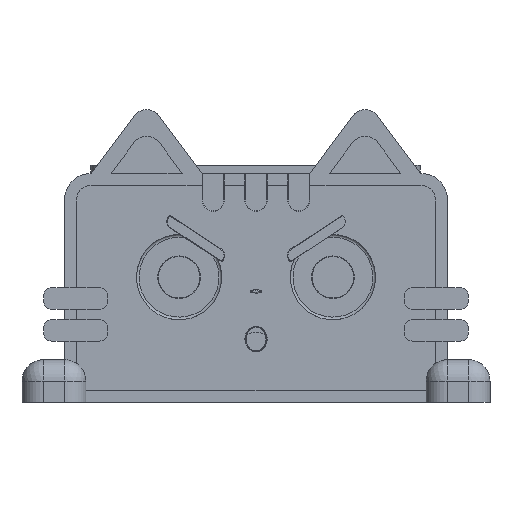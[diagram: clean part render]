
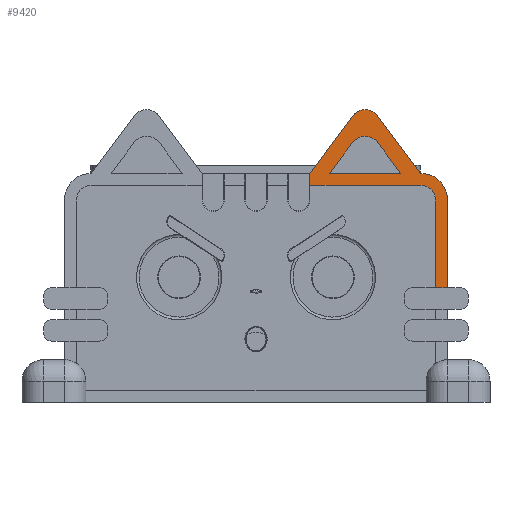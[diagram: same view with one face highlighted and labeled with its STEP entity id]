
A CAD part, front view. The second image highlights one B-rep face of the part: STEP entity #9420.
In plain terms, the highlighted planar face has unit normal (0, -1, 0).
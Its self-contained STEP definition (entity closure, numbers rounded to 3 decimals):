
#591=CIRCLE('',#10241,3.);
#596=CIRCLE('',#10260,3.);
#597=CIRCLE('',#10261,2.75);
#598=CIRCLE('',#10262,5.);
#849=FACE_BOUND('',#2137,.T.);
#1018=PLANE('',#10259);
#1467=FACE_OUTER_BOUND('',#2136,.T.);
#2136=EDGE_LOOP('',(#8102,#8103,#8104,#8105,#8106,#8107,#8108,#8109,#8110,
#8111,#8112));
#2137=EDGE_LOOP('',(#8113,#8114,#8115,#8116));
#2660=LINE('',#14733,#3502);
#2690=LINE('',#14837,#3532);
#2879=LINE('',#16173,#3721);
#2882=LINE('',#16179,#3724);
#2885=LINE('',#16184,#3727);
#2906=LINE('',#16234,#3748);
#2907=LINE('',#16238,#3749);
#2908=LINE('',#16240,#3750);
#2909=LINE('',#16242,#3751);
#2910=LINE('',#16246,#3752);
#2911=LINE('',#16247,#3753);
#3502=VECTOR('',#11562,10.);
#3532=VECTOR('',#11670,10.);
#3721=VECTOR('',#12337,10.);
#3724=VECTOR('',#12342,10.);
#3727=VECTOR('',#12347,10.);
#3748=VECTOR('',#12396,10.);
#3749=VECTOR('',#12399,10.);
#3750=VECTOR('',#12400,10.);
#3751=VECTOR('',#12401,10.);
#3752=VECTOR('',#12404,10.);
#3753=VECTOR('',#12405,10.);
#4467=VERTEX_POINT('',#14730);
#4468=VERTEX_POINT('',#14732);
#4502=VERTEX_POINT('',#14834);
#4503=VERTEX_POINT('',#14836);
#4701=VERTEX_POINT('',#16163);
#4702=VERTEX_POINT('',#16164);
#4705=VERTEX_POINT('',#16172);
#4707=VERTEX_POINT('',#16178);
#4723=VERTEX_POINT('',#16233);
#4724=VERTEX_POINT('',#16235);
#4725=VERTEX_POINT('',#16237);
#4726=VERTEX_POINT('',#16239);
#4727=VERTEX_POINT('',#16241);
#4728=VERTEX_POINT('',#16243);
#4729=VERTEX_POINT('',#16245);
#5507=EDGE_CURVE('',#4468,#4467,#2660,.T.);
#5557=EDGE_CURVE('',#4503,#4502,#2690,.T.);
#5875=EDGE_CURVE('',#4701,#4702,#591,.T.);
#5879=EDGE_CURVE('',#4705,#4701,#2879,.T.);
#5882=EDGE_CURVE('',#4707,#4705,#2882,.T.);
#5885=EDGE_CURVE('',#4702,#4707,#2885,.T.);
#5909=EDGE_CURVE('',#4467,#4723,#2906,.T.);
#5910=EDGE_CURVE('',#4723,#4724,#596,.T.);
#5911=EDGE_CURVE('',#4724,#4725,#2907,.T.);
#5912=EDGE_CURVE('',#4726,#4725,#2908,.T.);
#5913=EDGE_CURVE('',#4726,#4727,#2909,.T.);
#5914=EDGE_CURVE('',#4727,#4728,#597,.T.);
#5915=EDGE_CURVE('',#4728,#4729,#2910,.T.);
#5916=EDGE_CURVE('',#4729,#4503,#2911,.T.);
#5917=EDGE_CURVE('',#4502,#4468,#598,.T.);
#8102=ORIENTED_EDGE('',*,*,#5507,.T.);
#8103=ORIENTED_EDGE('',*,*,#5909,.T.);
#8104=ORIENTED_EDGE('',*,*,#5910,.T.);
#8105=ORIENTED_EDGE('',*,*,#5911,.T.);
#8106=ORIENTED_EDGE('',*,*,#5912,.F.);
#8107=ORIENTED_EDGE('',*,*,#5913,.T.);
#8108=ORIENTED_EDGE('',*,*,#5914,.T.);
#8109=ORIENTED_EDGE('',*,*,#5915,.T.);
#8110=ORIENTED_EDGE('',*,*,#5916,.T.);
#8111=ORIENTED_EDGE('',*,*,#5557,.T.);
#8112=ORIENTED_EDGE('',*,*,#5917,.T.);
#8113=ORIENTED_EDGE('',*,*,#5875,.T.);
#8114=ORIENTED_EDGE('',*,*,#5885,.T.);
#8115=ORIENTED_EDGE('',*,*,#5882,.T.);
#8116=ORIENTED_EDGE('',*,*,#5879,.T.);
#9420=ADVANCED_FACE('',(#1467,#849),#1018,.T.);
#10241=AXIS2_PLACEMENT_3D('',#16165,#12329,#12330);
#10259=AXIS2_PLACEMENT_3D('',#16232,#12394,#12395);
#10260=AXIS2_PLACEMENT_3D('',#16236,#12397,#12398);
#10261=AXIS2_PLACEMENT_3D('',#16244,#12402,#12403);
#10262=AXIS2_PLACEMENT_3D('',#16248,#12406,#12407);
#11562=DIRECTION('',(-1.,0.,0.));
#11670=DIRECTION('',(0.,0.,1.));
#12329=DIRECTION('center_axis',(0.,1.,0.));
#12330=DIRECTION('ref_axis',(0.802,0.,0.597));
#12337=DIRECTION('',(0.597,0.,0.802));
#12342=DIRECTION('',(-1.,0.,0.));
#12347=DIRECTION('',(0.597,0.,-0.802));
#12394=DIRECTION('center_axis',(0.,-1.,0.));
#12395=DIRECTION('ref_axis',(1.,0.,0.));
#12396=DIRECTION('',(-0.597,0.,0.802));
#12397=DIRECTION('center_axis',(0.,-1.,0.));
#12398=DIRECTION('ref_axis',(0.802,0.,0.597));
#12399=DIRECTION('',(-0.597,0.,-0.802));
#12400=DIRECTION('',(0.,0.,1.));
#12401=DIRECTION('',(1.,0.,0.));
#12402=DIRECTION('center_axis',(0.,1.,0.));
#12403=DIRECTION('ref_axis',(1.,0.,0.));
#12404=DIRECTION('',(0.,0.,-1.));
#12405=DIRECTION('',(1.,0.,0.));
#12406=DIRECTION('center_axis',(0.,-1.,0.));
#12407=DIRECTION('ref_axis',(1.,0.,0.));
#14730=CARTESIAN_POINT('',(18.932,-36.006,53.));
#14732=CARTESIAN_POINT('',(18.968,-36.006,53.));
#14733=CARTESIAN_POINT('',(14.992,-36.006,53.));
#14834=CARTESIAN_POINT('',(23.968,-36.006,48.));
#14836=CARTESIAN_POINT('',(23.968,-36.006,31.5));
#14837=CARTESIAN_POINT('',(23.968,-36.006,48.));
#16163=CARTESIAN_POINT('',(6.109,-36.006,58.739));
#16164=CARTESIAN_POINT('',(10.923,-36.006,58.739));
#16165=CARTESIAN_POINT('Origin',(8.516,-36.006,56.948));
#16172=CARTESIAN_POINT('',(1.839,-36.006,53.));
#16173=CARTESIAN_POINT('',(0.906,-36.006,51.746));
#16178=CARTESIAN_POINT('',(15.193,-36.006,53.));
#16179=CARTESIAN_POINT('',(13.122,-36.006,53.));
#16184=CARTESIAN_POINT('',(14.894,-36.006,53.401));
#16232=CARTESIAN_POINT('Origin',(11.052,-36.006,42.25));
#16233=CARTESIAN_POINT('',(10.923,-36.006,63.765));
#16234=CARTESIAN_POINT('',(20.102,-36.006,51.427));
#16235=CARTESIAN_POINT('',(6.109,-36.006,63.765));
#16236=CARTESIAN_POINT('Origin',(8.516,-36.006,61.974));
#16237=CARTESIAN_POINT('',(-1.864,-36.006,53.048));
#16238=CARTESIAN_POINT('',(1.838,-36.006,58.024));
#16239=CARTESIAN_POINT('',(-1.864,-36.006,50.75));
#16240=CARTESIAN_POINT('',(-1.864,-36.006,53.));
#16241=CARTESIAN_POINT('',(18.968,-36.006,50.75));
#16242=CARTESIAN_POINT('',(-42.932,-36.006,50.75));
#16243=CARTESIAN_POINT('',(21.718,-36.006,48.));
#16244=CARTESIAN_POINT('Origin',(18.968,-36.006,48.));
#16245=CARTESIAN_POINT('',(21.718,-36.006,31.5));
#16246=CARTESIAN_POINT('',(21.718,-36.006,48.));
#16247=CARTESIAN_POINT('',(26.404,-36.006,31.5));
#16248=CARTESIAN_POINT('Origin',(18.968,-36.006,48.));
